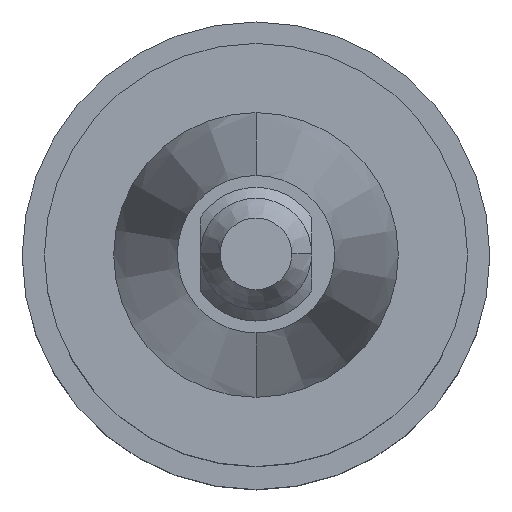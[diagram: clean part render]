
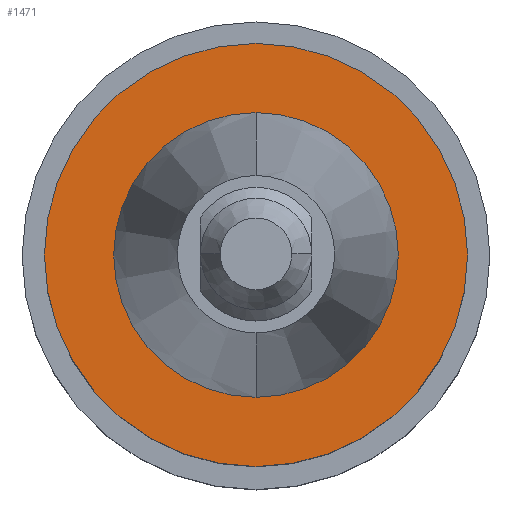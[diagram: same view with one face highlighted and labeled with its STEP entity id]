
A CAD part, top view. The second image highlights one B-rep face of the part: STEP entity #1471.
In plain terms, the highlighted planar face has unit normal (0, 0, 1).
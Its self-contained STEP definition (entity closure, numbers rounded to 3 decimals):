
#18 = CARTESIAN_POINT ( 'NONE',  ( 0., -19., -3. ) ) ;
#49 = DIRECTION ( 'NONE',  ( 0., -1., 0. ) ) ;
#58 = DIRECTION ( 'NONE',  ( 0., 0., -1. ) ) ;
#67 = EDGE_CURVE ( 'NONE', #1498, #1279, #505, .T. ) ;
#139 = CARTESIAN_POINT ( 'NONE',  ( 0., 0., -3. ) ) ;
#275 = VERTEX_POINT ( 'NONE', #1075 ) ;
#294 = AXIS2_PLACEMENT_3D ( 'NONE', #1594, #58, #565 ) ;
#378 = EDGE_CURVE ( 'NONE', #1279, #1498, #1589, .T. ) ;
#396 = VERTEX_POINT ( 'NONE', #18 ) ;
#436 = CARTESIAN_POINT ( 'NONE',  ( 0., -12.279, -3. ) ) ;
#474 = ORIENTED_EDGE ( 'NONE', *, *, #714, .F. ) ;
#505 = CIRCLE ( 'NONE', #584, 12.279 ) ;
#512 = EDGE_LOOP ( 'NONE', ( #474, #1049 ) ) ;
#565 = DIRECTION ( 'NONE',  ( 0., 1., 0. ) ) ;
#577 = EDGE_CURVE ( 'NONE', #396, #275, #624, .T. ) ;
#581 = ORIENTED_EDGE ( 'NONE', *, *, #67, .T. ) ;
#584 = AXIS2_PLACEMENT_3D ( 'NONE', #1205, #1084, #1132 ) ;
#624 = CIRCLE ( 'NONE', #294, 19. ) ;
#672 = CARTESIAN_POINT ( 'NONE',  ( 0., 12.279, -3. ) ) ;
#704 = CARTESIAN_POINT ( 'NONE',  ( 0., 0., -3. ) ) ;
#714 = EDGE_CURVE ( 'NONE', #275, #396, #813, .T. ) ;
#805 = DIRECTION ( 'NONE',  ( 0., 0., 1. ) ) ;
#813 = CIRCLE ( 'NONE', #1401, 19. ) ;
#833 = DIRECTION ( 'NONE',  ( 0., 1., 0. ) ) ;
#915 = DIRECTION ( 'NONE',  ( 0., 1., 0. ) ) ;
#933 = AXIS2_PLACEMENT_3D ( 'NONE', #672, #805, #49 ) ;
#934 = PLANE ( 'NONE',  #933 ) ;
#1049 = ORIENTED_EDGE ( 'NONE', *, *, #577, .F. ) ;
#1068 = AXIS2_PLACEMENT_3D ( 'NONE', #139, #1416, #915 ) ;
#1075 = CARTESIAN_POINT ( 'NONE',  ( 0., 19., -3. ) ) ;
#1084 = DIRECTION ( 'NONE',  ( 0., 0., -1. ) ) ;
#1132 = DIRECTION ( 'NONE',  ( 0., 1., 0. ) ) ;
#1205 = CARTESIAN_POINT ( 'NONE',  ( 0., 0., -3. ) ) ;
#1279 = VERTEX_POINT ( 'NONE', #1666 ) ;
#1377 = ORIENTED_EDGE ( 'NONE', *, *, #378, .T. ) ;
#1401 = AXIS2_PLACEMENT_3D ( 'NONE', #704, #1612, #833 ) ;
#1416 = DIRECTION ( 'NONE',  ( 0., 0., -1. ) ) ;
#1447 = FACE_OUTER_BOUND ( 'NONE', #512, .T. ) ;
#1471 = ADVANCED_FACE ( 'NONE', ( #1574, #1447 ), #934, .T. ) ;
#1498 = VERTEX_POINT ( 'NONE', #436 ) ;
#1574 = FACE_BOUND ( 'NONE', #1659, .T. ) ;
#1589 = CIRCLE ( 'NONE', #1068, 12.279 ) ;
#1594 = CARTESIAN_POINT ( 'NONE',  ( 0., 0., -3. ) ) ;
#1612 = DIRECTION ( 'NONE',  ( 0., 0., -1. ) ) ;
#1659 = EDGE_LOOP ( 'NONE', ( #1377, #581 ) ) ;
#1666 = CARTESIAN_POINT ( 'NONE',  ( 0., 12.279, -3. ) ) ;
